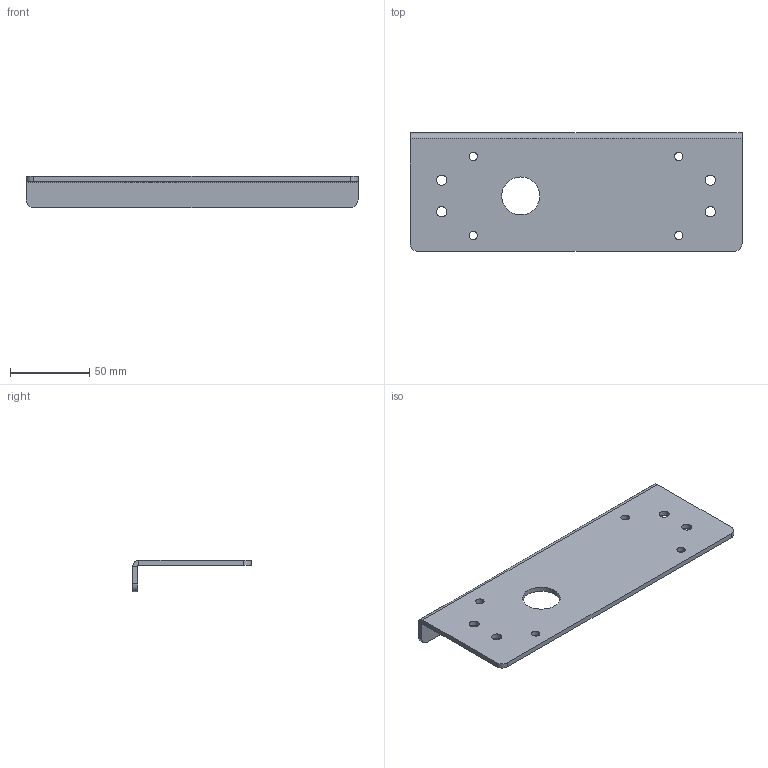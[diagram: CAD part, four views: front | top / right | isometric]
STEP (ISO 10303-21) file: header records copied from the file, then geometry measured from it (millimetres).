
FILE_DESCRIPTION (( 'STEP AP214' ), '1' );
FILE_NAME ('torsion_bar_test_outer_side_plate_v2.STEP', '2024-03-12T01:26:09', ( '' ), ( '' ), 'SwSTEP 2.0', 'SolidWorks 2022', '' );
FILE_SCHEMA (( 'AUTOMOTIVE_DESIGN' ));
Length unit declared in the file: millimetre
Products named in the file (1): torsion_bar_test_outer_side_plate_v2
Bounding box: 210 x 75 x 20 mm (x, y, z)
Volume: 58369 mm3; surface area: 39356.8 mm2
Topology: 1 solids, 1 shells, 36 faces, 94 edges, 60 vertices
Faces by surface type: cylinder 24, plane 12
Entity records: 1192 total; most frequent: DIRECTION 216, CARTESIAN_POINT 191, ORIENTED_EDGE 188, EDGE_CURVE 94, AXIS2_PLACEMENT_3D 85, VERTEX_POINT 60, EDGE_LOOP 54, CIRCLE 48
